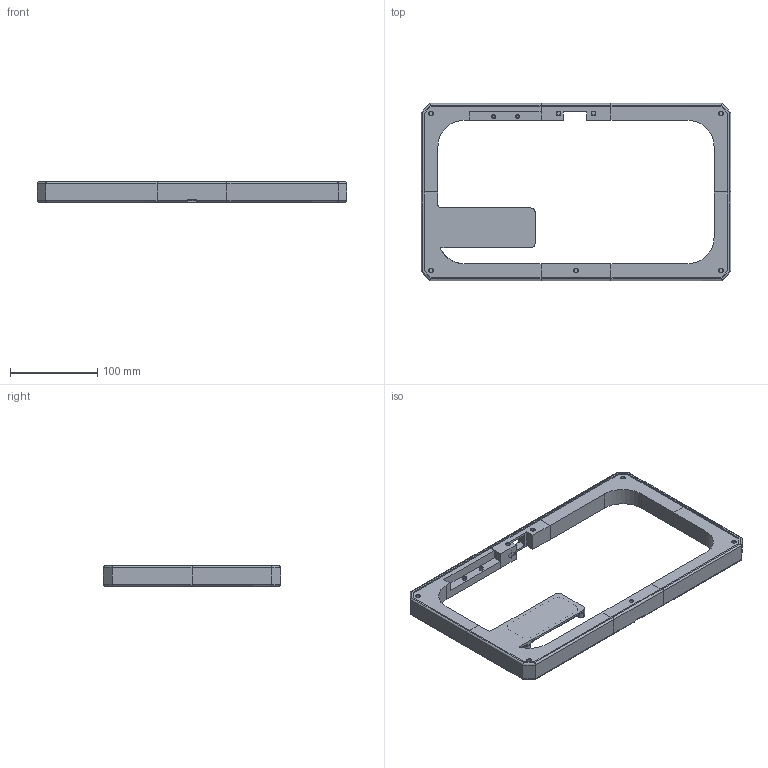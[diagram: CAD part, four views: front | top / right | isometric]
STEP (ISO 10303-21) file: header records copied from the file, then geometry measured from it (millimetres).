
FILE_DESCRIPTION(/* description */ (''),/* implementation_level */ '2;1');
FILE_NAME(/* name */ 'Full Body No Acrylic.step',/* time_stamp */ '2024-10-14T22:19:13-04:00',/* author */ (''),/* organization */ (''),/* preprocessor_version */ 'ST-DEVELOPER v20',/* originating_system */ 'Autodesk Translation Framework v13.20.0.188',/* authorisation */ '');
FILE_SCHEMA (('AUTOMOTIVE_DESIGN { 1 0 10303 214 3 1 1 }'));
Length unit declared in the file: millimetre
Products named in the file (1): Purple Project Remix
Bounding box: 355.61 x 203.2 x 23.2 mm (x, y, z)
Volume: 417899.7 mm3; surface area: 104940.3 mm2
Topology: 6 solids, 6 shells, 277 faces, 674 edges, 430 vertices
Faces by surface type: plane 156, cylinder 85, cone 18, torus 12, bspline 4, sphere 2
Full cylindrical faces by diameter (mm): 2.7 x2, 3 x4, 4.5 x16, 8.5 x2
Entity records: 8728 total; most frequent: CARTESIAN_POINT 2108, DIRECTION 1385, ORIENTED_EDGE 1344, EDGE_CURVE 672, AXIS2_PLACEMENT_3D 467, LINE 451, VECTOR 451, VERTEX_POINT 430
